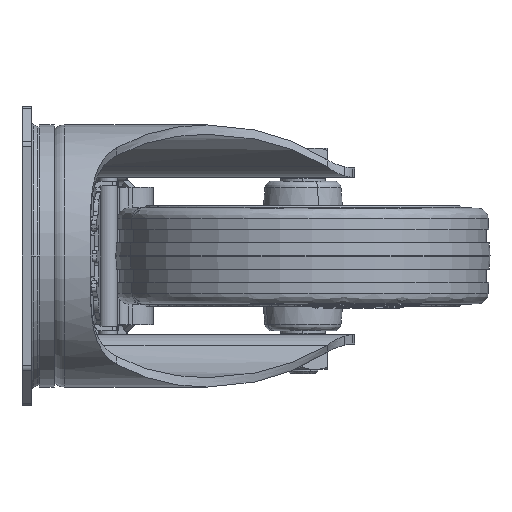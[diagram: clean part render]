
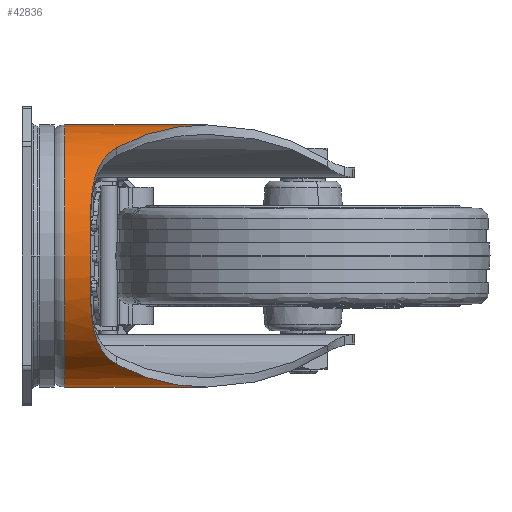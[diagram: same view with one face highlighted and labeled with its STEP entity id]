
A CAD part, left-side view. The second image highlights one B-rep face of the part: STEP entity #42836.
In plain terms, the highlighted cylindrical face has radius 35 mm (diameter 70 mm), a partial arc.
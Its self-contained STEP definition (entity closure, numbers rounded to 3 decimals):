
#348 = CARTESIAN_POINT ( 'NONE',  ( -9.609, -37.447, 33.801 ) ) ;
#1755 = CARTESIAN_POINT ( 'NONE',  ( -19.742, -25.27, 28.901 ) ) ;
#2478 = B_SPLINE_CURVE_WITH_KNOTS ( 'NONE', 3,
 ( #47845, #65834, #66856, #6016, #34308, #44624, #17337, #38973, #50613, #55231, #60532, #27655, #60893, #49212 ),
 .UNSPECIFIED., .F., .F.,
 ( 4, 1, 1, 1, 1, 1, 1, 1, 1, 1, 1, 4 ),
 ( 0., 0.091, 0.182, 0.273, 0.364, 0.455, 0.545, 0.636, 0.727, 0.818, 0.909, 1. ),
 .UNSPECIFIED. ) ;
#2597 = CARTESIAN_POINT ( 'NONE',  ( 0., -11.414, -35. ) ) ;
#4718 = CARTESIAN_POINT ( 'NONE',  ( -35., -18.2, 0. ) ) ;
#6016 = CARTESIAN_POINT ( 'NONE',  ( -23.498, -21.78, 25.984 ) ) ;
#6313 = DIRECTION ( 'NONE',  ( 0., 1., 0. ) ) ;
#7676 = CARTESIAN_POINT ( 'NONE',  ( 0., -49.511, -35. ) ) ;
#9033 = CARTESIAN_POINT ( 'NONE',  ( -6.24, -41.632, -34.478 ) ) ;
#9927 = VERTEX_POINT ( 'NONE', #68076 ) ;
#10117 = B_SPLINE_CURVE_WITH_KNOTS ( 'NONE', 3,
 ( #4718, #47956, #69460, #42270, #21038, #42635, #25333, #24970, #46558, #68062, #20029, #68432, #52916, #26025 ),
 .UNSPECIFIED., .F., .F.,
 ( 4, 1, 1, 1, 1, 1, 1, 1, 1, 1, 1, 4 ),
 ( 0., 0.091, 0.182, 0.273, 0.364, 0.455, 0.545, 0.636, 0.727, 0.818, 0.909, 1. ),
 .UNSPECIFIED. ) ;
#10118 = VERTEX_POINT ( 'NONE', #28834 ) ;
#12049 = ORIENTED_EDGE ( 'NONE', *, *, #67363, .F. ) ;
#12414 = CARTESIAN_POINT ( 'NONE',  ( -14.882, -31.039, 31.847 ) ) ;
#12424 = ORIENTED_EDGE ( 'NONE', *, *, #13181, .F. ) ;
#13181 = EDGE_CURVE ( 'NONE', #59530, #62102, #24785, .T. ) ;
#13748 = CARTESIAN_POINT ( 'NONE',  ( 0., -11.414, 35. ) ) ;
#14688 = DIRECTION ( 'NONE',  ( 0., 0., 1. ) ) ;
#14973 = CARTESIAN_POINT ( 'NONE',  ( 0., -49.511, 35. ) ) ;
#15463 = ORIENTED_EDGE ( 'NONE', *, *, #60162, .F. ) ;
#15721 = AXIS2_PLACEMENT_3D ( 'NONE', #67734, #63195, #14688 ) ;
#17153 = ORIENTED_EDGE ( 'NONE', *, *, #19595, .F. ) ;
#17337 = CARTESIAN_POINT ( 'NONE',  ( -29.014, -19.091, 19.648 ) ) ;
#17374 = CARTESIAN_POINT ( 'NONE',  ( -0.004, -49.505, 35. ) ) ;
#17616 = ORIENTED_EDGE ( 'NONE', *, *, #54900, .T. ) ;
#18525 = EDGE_LOOP ( 'NONE', ( #15463, #17616, #30252, #12424, #52348, #12049, #17153 ) ) ;
#18991 = CARTESIAN_POINT ( 'NONE',  ( -11.361, -35.318, -33.151 ) ) ;
#19216 = EDGE_CURVE ( 'NONE', #10118, #59530, #45696, .T. ) ;
#19595 = EDGE_CURVE ( 'NONE', #9927, #48388, #2478, .T. ) ;
#20029 = CARTESIAN_POINT ( 'NONE',  ( -23.512, -21.77, -25.972 ) ) ;
#20235 = CIRCLE ( 'NONE', #15721, 35. ) ;
#21038 = CARTESIAN_POINT ( 'NONE',  ( -33.271, -18.265, -11.052 ) ) ;
#22366 = CARTESIAN_POINT ( 'NONE',  ( -1.469, -47.634, 35. ) ) ;
#23470 = CARTESIAN_POINT ( 'NONE',  ( -1.461, -47.644, -35. ) ) ;
#24785 = LINE ( 'NONE', #63323, #44950 ) ;
#24970 = CARTESIAN_POINT ( 'NONE',  ( -29.028, -19.087, -19.628 ) ) ;
#24990 = CARTESIAN_POINT ( 'NONE',  ( -16.516, -29.094, -30.917 ) ) ;
#25333 = CARTESIAN_POINT ( 'NONE',  ( -30.606, -18.668, -17.072 ) ) ;
#26025 = CARTESIAN_POINT ( 'NONE',  ( -19.742, -25.27, -28.901 ) ) ;
#26331 = EDGE_CURVE ( 'NONE', #49271, #62102, #20235, .T. ) ;
#27655 = CARTESIAN_POINT ( 'NONE',  ( -34.862, -18.199, 3.804 ) ) ;
#28834 = CARTESIAN_POINT ( 'NONE',  ( -19.742, -25.27, -28.901 ) ) ;
#30252 = ORIENTED_EDGE ( 'NONE', *, *, #26331, .T. ) ;
#30310 = CARTESIAN_POINT ( 'NONE',  ( -18.153, -27.145, -29.986 ) ) ;
#30785 = DIRECTION ( 'NONE',  ( 0., 1., 0. ) ) ;
#34308 = CARTESIAN_POINT ( 'NONE',  ( -25.443, -20.587, 24.087 ) ) ;
#35954 = CARTESIAN_POINT ( 'NONE',  ( -13.12, -33.181, -32.5 ) ) ;
#38566 = LINE ( 'NONE', #48807, #57201 ) ;
#38973 = CARTESIAN_POINT ( 'NONE',  ( -30.604, -18.668, 17.077 ) ) ;
#39614 = VERTEX_POINT ( 'NONE', #14973 ) ;
#40589 = CARTESIAN_POINT ( 'NONE',  ( -7.921, -39.544, -34.141 ) ) ;
#40899 = FACE_OUTER_BOUND ( 'NONE', #18525, .T. ) ;
#42270 = CARTESIAN_POINT ( 'NONE',  ( -34.242, -18.209, -7.556 ) ) ;
#42635 = CARTESIAN_POINT ( 'NONE',  ( -32.039, -18.405, -14.218 ) ) ;
#42836 = ADVANCED_FACE ( 'NONE', ( #40899 ), #57184, .T. ) ;
#44355 = AXIS2_PLACEMENT_3D ( 'NONE', #56131, #56828, #67411 ) ;
#44624 = CARTESIAN_POINT ( 'NONE',  ( -27.293, -19.711, 21.972 ) ) ;
#44950 = VECTOR ( 'NONE', #30785, 1000. ) ;
#45696 = B_SPLINE_CURVE_WITH_KNOTS ( 'NONE', 3,
 ( #61819, #30310, #24990, #35954, #18991, #40589, #9033, #52204, #23470, #66938 ),
 .UNSPECIFIED., .F., .F.,
 ( 4, 2, 2, 2, 4 ),
 ( 0., 0.25, 0.5, 0.75, 1. ),
 .UNSPECIFIED. ) ;
#46558 = CARTESIAN_POINT ( 'NONE',  ( -27.315, -19.702, -21.945 ) ) ;
#47845 = CARTESIAN_POINT ( 'NONE',  ( -19.742, -25.27, 28.901 ) ) ;
#47956 = CARTESIAN_POINT ( 'NONE',  ( -35., -18.2, -1.281 ) ) ;
#48388 = VERTEX_POINT ( 'NONE', #49604 ) ;
#48807 = CARTESIAN_POINT ( 'NONE',  ( 0., -110.94, 35. ) ) ;
#49212 = CARTESIAN_POINT ( 'NONE',  ( -35., -18.2, 0. ) ) ;
#49271 = VERTEX_POINT ( 'NONE', #13748 ) ;
#49604 = CARTESIAN_POINT ( 'NONE',  ( -35., -18.2, 0. ) ) ;
#50613 = CARTESIAN_POINT ( 'NONE',  ( -32.047, -18.404, 14.2 ) ) ;
#52204 = CARTESIAN_POINT ( 'NONE',  ( -3.01, -45.682, -34.908 ) ) ;
#52348 = ORIENTED_EDGE ( 'NONE', *, *, #19216, .F. ) ;
#52916 = CARTESIAN_POINT ( 'NONE',  ( -20.327, -24.579, -28.501 ) ) ;
#54900 = EDGE_CURVE ( 'NONE', #39614, #49271, #38566, .T. ) ;
#55231 = CARTESIAN_POINT ( 'NONE',  ( -33.282, -18.264, 11.02 ) ) ;
#55603 = CARTESIAN_POINT ( 'NONE',  ( -18.154, -27.144, 29.986 ) ) ;
#56131 = CARTESIAN_POINT ( 'NONE',  ( 0., -110.94, 0. ) ) ;
#56828 = DIRECTION ( 'NONE',  ( 0., 1., 0. ) ) ;
#57184 = CYLINDRICAL_SURFACE ( 'NONE', #44355, 35. ) ;
#57201 = VECTOR ( 'NONE', #6313, 1000. ) ;
#59530 = VERTEX_POINT ( 'NONE', #7676 ) ;
#60162 = EDGE_CURVE ( 'NONE', #39614, #9927, #60286, .T. ) ;
#60286 = B_SPLINE_CURVE_WITH_KNOTS ( 'NONE', 3,
 ( #69739, #17374, #22366, #66226, #348, #12414, #55603, #1755 ),
 .UNSPECIFIED., .F., .F.,
 ( 4, 1, 1, 1, 1, 4 ),
 ( 0., 0.001, 0.251, 0.5, 0.75, 1. ),
 .UNSPECIFIED. ) ;
#60532 = CARTESIAN_POINT ( 'NONE',  ( -34.248, -18.209, 7.527 ) ) ;
#60893 = CARTESIAN_POINT ( 'NONE',  ( -35., -18.2, 1.275 ) ) ;
#61819 = CARTESIAN_POINT ( 'NONE',  ( -19.742, -25.27, -28.901 ) ) ;
#62102 = VERTEX_POINT ( 'NONE', #2597 ) ;
#63195 = DIRECTION ( 'NONE',  ( 0., -1., 0. ) ) ;
#63323 = CARTESIAN_POINT ( 'NONE',  ( 0., -110.94, -35. ) ) ;
#65834 = CARTESIAN_POINT ( 'NONE',  ( -20.327, -24.58, 28.501 ) ) ;
#66226 = CARTESIAN_POINT ( 'NONE',  ( -4.569, -43.706, 34.814 ) ) ;
#66856 = CARTESIAN_POINT ( 'NONE',  ( -21.549, -23.326, 27.615 ) ) ;
#66938 = CARTESIAN_POINT ( 'NONE',  ( 0., -49.511, -35. ) ) ;
#67363 = EDGE_CURVE ( 'NONE', #48388, #10118, #10117, .T. ) ;
#67411 = DIRECTION ( 'NONE',  ( 0., 0., -1. ) ) ;
#67734 = CARTESIAN_POINT ( 'NONE',  ( 0., -11.414, 0. ) ) ;
#68062 = CARTESIAN_POINT ( 'NONE',  ( -25.466, -20.575, -24.064 ) ) ;
#68076 = CARTESIAN_POINT ( 'NONE',  ( -19.742, -25.27, 28.901 ) ) ;
#68432 = CARTESIAN_POINT ( 'NONE',  ( -21.552, -23.322, -27.612 ) ) ;
#69460 = CARTESIAN_POINT ( 'NONE',  ( -34.86, -18.199, -3.819 ) ) ;
#69739 = CARTESIAN_POINT ( 'NONE',  ( 0., -49.511, 35. ) ) ;
